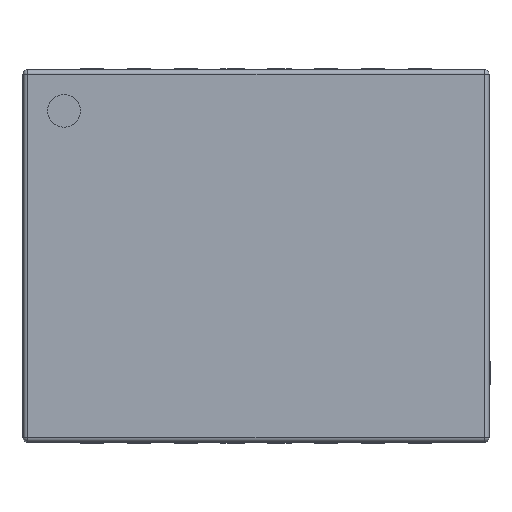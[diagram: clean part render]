
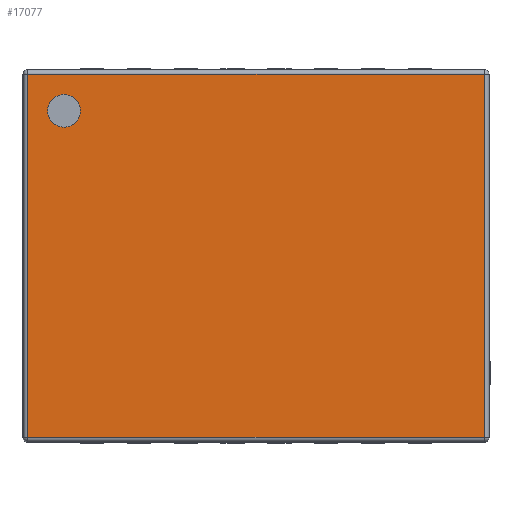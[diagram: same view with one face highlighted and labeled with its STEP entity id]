
A CAD part, top view. The second image highlights one B-rep face of the part: STEP entity #17077.
In plain terms, the highlighted planar face has unit normal (0, 0, 1).
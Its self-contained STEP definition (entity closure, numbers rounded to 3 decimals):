
#3999 = CYLINDRICAL_SURFACE('',#4000,0.05);
#4000 = AXIS2_PLACEMENT_3D('',#4001,#4002,#4003);
#4001 = CARTESIAN_POINT('',(-1.99,2.44,0.83));
#4002 = DIRECTION('',(1.,0.,0.));
#4003 = DIRECTION('',(0.,1.,0.));
#14472 = VERTEX_POINT('',#14473);
#14473 = CARTESIAN_POINT('',(-1.94,2.44,0.88));
#14495 = EDGE_CURVE('',#14472,#14496,#14498,.T.);
#14496 = VERTEX_POINT('',#14497);
#14497 = CARTESIAN_POINT('',(1.94,2.44,0.88));
#14498 = SURFACE_CURVE('',#14499,(#14503,#14510),.PCURVE_S1.);
#14499 = LINE('',#14500,#14501);
#14500 = CARTESIAN_POINT('',(-1.99,2.44,0.88));
#14501 = VECTOR('',#14502,1.);
#14502 = DIRECTION('',(1.,0.,0.));
#14503 = PCURVE('',#3999,#14504);
#14504 = DEFINITIONAL_REPRESENTATION('',(#14505),#14509);
#14505 = LINE('',#14506,#14507);
#14506 = CARTESIAN_POINT('',(1.571,0.));
#14507 = VECTOR('',#14508,1.);
#14508 = DIRECTION('',(0.,1.));
#14509 = ( GEOMETRIC_REPRESENTATION_CONTEXT(2) 
PARAMETRIC_REPRESENTATION_CONTEXT() REPRESENTATION_CONTEXT('2D SPACE',''
  ) );
#14510 = PCURVE('',#14511,#14516);
#14511 = PLANE('',#14512);
#14512 = AXIS2_PLACEMENT_3D('',#14513,#14514,#14515);
#14513 = CARTESIAN_POINT('',(-1.99,-2.49,0.88));
#14514 = DIRECTION('',(0.,0.,1.));
#14515 = DIRECTION('',(1.,0.,0.));
#14516 = DEFINITIONAL_REPRESENTATION('',(#14517),#14521);
#14517 = LINE('',#14518,#14519);
#14518 = CARTESIAN_POINT('',(0.,4.93));
#14519 = VECTOR('',#14520,1.);
#14520 = DIRECTION('',(1.,0.));
#14521 = ( GEOMETRIC_REPRESENTATION_CONTEXT(2) 
PARAMETRIC_REPRESENTATION_CONTEXT() REPRESENTATION_CONTEXT('2D SPACE',''
  ) );
#14773 = CYLINDRICAL_SURFACE('',#14774,0.05);
#14774 = AXIS2_PLACEMENT_3D('',#14775,#14776,#14777);
#14775 = CARTESIAN_POINT('',(-1.94,2.44,0.83));
#14776 = DIRECTION('',(-0.,-1.,-0.));
#14777 = DIRECTION('',(-1.,0.,0.));
#15063 = CYLINDRICAL_SURFACE('',#15064,0.05);
#15064 = AXIS2_PLACEMENT_3D('',#15065,#15066,#15067);
#15065 = CARTESIAN_POINT('',(-1.99,-2.44,0.83));
#15066 = DIRECTION('',(1.,0.,0.));
#15067 = DIRECTION('',(0.,-1.,0.));
#16283 = CYLINDRICAL_SURFACE('',#16284,0.05);
#16284 = AXIS2_PLACEMENT_3D('',#16285,#16286,#16287);
#16285 = CARTESIAN_POINT('',(1.94,-2.44,0.83));
#16286 = DIRECTION('',(0.,1.,0.));
#16287 = DIRECTION('',(0.,0.,1.));
#17077 = ADVANCED_FACE('',(#17078,#17148),#14511,.T.);
#17078 = FACE_BOUND('',#17079,.T.);
#17079 = EDGE_LOOP('',(#17080,#17105,#17126,#17127));
#17080 = ORIENTED_EDGE('',*,*,#17081,.T.);
#17081 = EDGE_CURVE('',#17082,#17084,#17086,.T.);
#17082 = VERTEX_POINT('',#17083);
#17083 = CARTESIAN_POINT('',(-1.94,-2.44,0.88));
#17084 = VERTEX_POINT('',#17085);
#17085 = CARTESIAN_POINT('',(1.94,-2.44,0.88));
#17086 = SURFACE_CURVE('',#17087,(#17091,#17098),.PCURVE_S1.);
#17087 = LINE('',#17088,#17089);
#17088 = CARTESIAN_POINT('',(-1.99,-2.44,0.88));
#17089 = VECTOR('',#17090,1.);
#17090 = DIRECTION('',(1.,0.,0.));
#17091 = PCURVE('',#14511,#17092);
#17092 = DEFINITIONAL_REPRESENTATION('',(#17093),#17097);
#17093 = LINE('',#17094,#17095);
#17094 = CARTESIAN_POINT('',(0.,0.05));
#17095 = VECTOR('',#17096,1.);
#17096 = DIRECTION('',(1.,0.));
#17097 = ( GEOMETRIC_REPRESENTATION_CONTEXT(2) 
PARAMETRIC_REPRESENTATION_CONTEXT() REPRESENTATION_CONTEXT('2D SPACE',''
  ) );
#17098 = PCURVE('',#15063,#17099);
#17099 = DEFINITIONAL_REPRESENTATION('',(#17100),#17104);
#17100 = LINE('',#17101,#17102);
#17101 = CARTESIAN_POINT('',(-1.571,0.));
#17102 = VECTOR('',#17103,1.);
#17103 = DIRECTION('',(-0.,1.));
#17104 = ( GEOMETRIC_REPRESENTATION_CONTEXT(2) 
PARAMETRIC_REPRESENTATION_CONTEXT() REPRESENTATION_CONTEXT('2D SPACE',''
  ) );
#17105 = ORIENTED_EDGE('',*,*,#17106,.T.);
#17106 = EDGE_CURVE('',#17084,#14496,#17107,.T.);
#17107 = SURFACE_CURVE('',#17108,(#17112,#17119),.PCURVE_S1.);
#17108 = LINE('',#17109,#17110);
#17109 = CARTESIAN_POINT('',(1.94,-2.44,0.88));
#17110 = VECTOR('',#17111,1.);
#17111 = DIRECTION('',(0.,1.,0.));
#17112 = PCURVE('',#14511,#17113);
#17113 = DEFINITIONAL_REPRESENTATION('',(#17114),#17118);
#17114 = LINE('',#17115,#17116);
#17115 = CARTESIAN_POINT('',(3.93,0.05));
#17116 = VECTOR('',#17117,1.);
#17117 = DIRECTION('',(0.,1.));
#17118 = ( GEOMETRIC_REPRESENTATION_CONTEXT(2) 
PARAMETRIC_REPRESENTATION_CONTEXT() REPRESENTATION_CONTEXT('2D SPACE',''
  ) );
#17119 = PCURVE('',#16283,#17120);
#17120 = DEFINITIONAL_REPRESENTATION('',(#17121),#17125);
#17121 = LINE('',#17122,#17123);
#17122 = CARTESIAN_POINT('',(0.,0.));
#17123 = VECTOR('',#17124,1.);
#17124 = DIRECTION('',(0.,1.));
#17125 = ( GEOMETRIC_REPRESENTATION_CONTEXT(2) 
PARAMETRIC_REPRESENTATION_CONTEXT() REPRESENTATION_CONTEXT('2D SPACE',''
  ) );
#17126 = ORIENTED_EDGE('',*,*,#14495,.F.);
#17127 = ORIENTED_EDGE('',*,*,#17128,.T.);
#17128 = EDGE_CURVE('',#14472,#17082,#17129,.T.);
#17129 = SURFACE_CURVE('',#17130,(#17134,#17141),.PCURVE_S1.);
#17130 = LINE('',#17131,#17132);
#17131 = CARTESIAN_POINT('',(-1.94,2.44,0.88));
#17132 = VECTOR('',#17133,1.);
#17133 = DIRECTION('',(-0.,-1.,-0.));
#17134 = PCURVE('',#14511,#17135);
#17135 = DEFINITIONAL_REPRESENTATION('',(#17136),#17140);
#17136 = LINE('',#17137,#17138);
#17137 = CARTESIAN_POINT('',(0.05,4.93));
#17138 = VECTOR('',#17139,1.);
#17139 = DIRECTION('',(-0.,-1.));
#17140 = ( GEOMETRIC_REPRESENTATION_CONTEXT(2) 
PARAMETRIC_REPRESENTATION_CONTEXT() REPRESENTATION_CONTEXT('2D SPACE',''
  ) );
#17141 = PCURVE('',#14773,#17142);
#17142 = DEFINITIONAL_REPRESENTATION('',(#17143),#17147);
#17143 = LINE('',#17144,#17145);
#17144 = CARTESIAN_POINT('',(-1.571,0.));
#17145 = VECTOR('',#17146,1.);
#17146 = DIRECTION('',(-0.,1.));
#17147 = ( GEOMETRIC_REPRESENTATION_CONTEXT(2) 
PARAMETRIC_REPRESENTATION_CONTEXT() REPRESENTATION_CONTEXT('2D SPACE',''
  ) );
#17148 = FACE_BOUND('',#17149,.T.);
#17149 = EDGE_LOOP('',(#17150));
#17150 = ORIENTED_EDGE('',*,*,#17151,.F.);
#17151 = EDGE_CURVE('',#17152,#17152,#17154,.T.);
#17152 = VERTEX_POINT('',#17153);
#17153 = CARTESIAN_POINT('',(-1.375,-2.05,0.88));
#17154 = SURFACE_CURVE('',#17155,(#17160,#17167),.PCURVE_S1.);
#17155 = CIRCLE('',#17156,0.175);
#17156 = AXIS2_PLACEMENT_3D('',#17157,#17158,#17159);
#17157 = CARTESIAN_POINT('',(-1.55,-2.05,0.88));
#17158 = DIRECTION('',(0.,0.,1.));
#17159 = DIRECTION('',(1.,0.,0.));
#17160 = PCURVE('',#14511,#17161);
#17161 = DEFINITIONAL_REPRESENTATION('',(#17162),#17166);
#17162 = CIRCLE('',#17163,0.175);
#17163 = AXIS2_PLACEMENT_2D('',#17164,#17165);
#17164 = CARTESIAN_POINT('',(0.44,0.44));
#17165 = DIRECTION('',(1.,0.));
#17166 = ( GEOMETRIC_REPRESENTATION_CONTEXT(2) 
PARAMETRIC_REPRESENTATION_CONTEXT() REPRESENTATION_CONTEXT('2D SPACE',''
  ) );
#17167 = PCURVE('',#17168,#17173);
#17168 = CYLINDRICAL_SURFACE('',#17169,0.175);
#17169 = AXIS2_PLACEMENT_3D('',#17170,#17171,#17172);
#17170 = CARTESIAN_POINT('',(-1.55,-2.05,0.88));
#17171 = DIRECTION('',(-0.,-0.,-1.));
#17172 = DIRECTION('',(1.,0.,0.));
#17173 = DEFINITIONAL_REPRESENTATION('',(#17174),#17178);
#17174 = LINE('',#17175,#17176);
#17175 = CARTESIAN_POINT('',(-0.,0.));
#17176 = VECTOR('',#17177,1.);
#17177 = DIRECTION('',(-1.,0.));
#17178 = ( GEOMETRIC_REPRESENTATION_CONTEXT(2) 
PARAMETRIC_REPRESENTATION_CONTEXT() REPRESENTATION_CONTEXT('2D SPACE',''
  ) );
